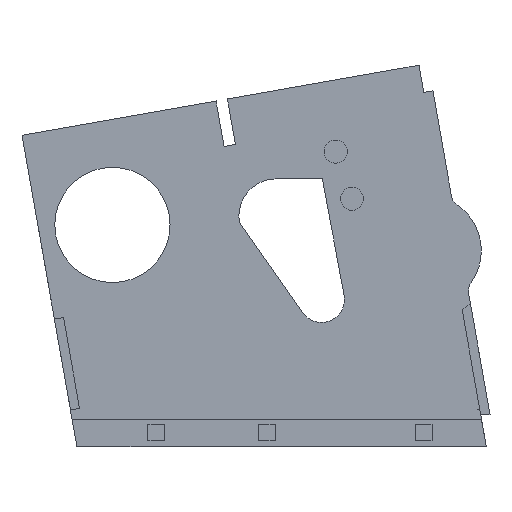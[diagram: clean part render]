
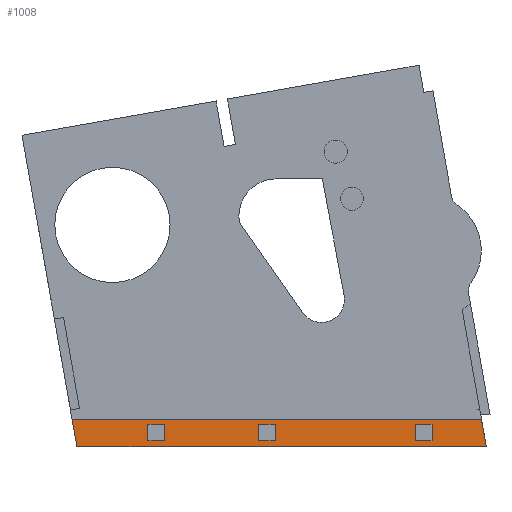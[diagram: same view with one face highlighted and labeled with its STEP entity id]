
A CAD part, left-side view. The second image highlights one B-rep face of the part: STEP entity #1008.
In plain terms, the highlighted planar face has unit normal (-1, 0, 0).
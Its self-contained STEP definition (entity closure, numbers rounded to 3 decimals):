
#20=FACE_BOUND('',#148,.T.);
#21=FACE_BOUND('',#149,.T.);
#22=FACE_BOUND('',#150,.T.);
#38=PLANE('',#1079);
#87=FACE_OUTER_BOUND('',#147,.T.);
#147=EDGE_LOOP('',(#782,#783,#784,#785));
#148=EDGE_LOOP('',(#786,#787,#788,#789));
#149=EDGE_LOOP('',(#790,#791,#792,#793));
#150=EDGE_LOOP('',(#794,#795,#796,#797));
#237=LINE('',#1524,#360);
#238=LINE('',#1526,#361);
#239=LINE('',#1528,#362);
#240=LINE('',#1529,#363);
#241=LINE('',#1532,#364);
#242=LINE('',#1534,#365);
#243=LINE('',#1536,#366);
#244=LINE('',#1537,#367);
#245=LINE('',#1540,#368);
#246=LINE('',#1542,#369);
#247=LINE('',#1544,#370);
#248=LINE('',#1545,#371);
#249=LINE('',#1548,#372);
#250=LINE('',#1550,#373);
#251=LINE('',#1552,#374);
#252=LINE('',#1553,#375);
#360=VECTOR('',#1233,10.);
#361=VECTOR('',#1234,10.);
#362=VECTOR('',#1235,10.);
#363=VECTOR('',#1236,10.);
#364=VECTOR('',#1237,10.);
#365=VECTOR('',#1238,10.);
#366=VECTOR('',#1239,10.);
#367=VECTOR('',#1240,10.);
#368=VECTOR('',#1241,10.);
#369=VECTOR('',#1242,10.);
#370=VECTOR('',#1243,10.);
#371=VECTOR('',#1244,10.);
#372=VECTOR('',#1245,10.);
#373=VECTOR('',#1246,10.);
#374=VECTOR('',#1247,10.);
#375=VECTOR('',#1248,10.);
#504=VERTEX_POINT('',#1522);
#505=VERTEX_POINT('',#1523);
#506=VERTEX_POINT('',#1525);
#507=VERTEX_POINT('',#1527);
#508=VERTEX_POINT('',#1530);
#509=VERTEX_POINT('',#1531);
#510=VERTEX_POINT('',#1533);
#511=VERTEX_POINT('',#1535);
#512=VERTEX_POINT('',#1538);
#513=VERTEX_POINT('',#1539);
#514=VERTEX_POINT('',#1541);
#515=VERTEX_POINT('',#1543);
#516=VERTEX_POINT('',#1546);
#517=VERTEX_POINT('',#1547);
#518=VERTEX_POINT('',#1549);
#519=VERTEX_POINT('',#1551);
#612=EDGE_CURVE('',#504,#505,#237,.T.);
#613=EDGE_CURVE('',#505,#506,#238,.T.);
#614=EDGE_CURVE('',#506,#507,#239,.T.);
#615=EDGE_CURVE('',#507,#504,#240,.T.);
#616=EDGE_CURVE('',#508,#509,#241,.T.);
#617=EDGE_CURVE('',#510,#508,#242,.T.);
#618=EDGE_CURVE('',#511,#510,#243,.T.);
#619=EDGE_CURVE('',#509,#511,#244,.T.);
#620=EDGE_CURVE('',#512,#513,#245,.T.);
#621=EDGE_CURVE('',#514,#512,#246,.T.);
#622=EDGE_CURVE('',#515,#514,#247,.T.);
#623=EDGE_CURVE('',#513,#515,#248,.T.);
#624=EDGE_CURVE('',#516,#517,#249,.T.);
#625=EDGE_CURVE('',#518,#516,#250,.T.);
#626=EDGE_CURVE('',#519,#518,#251,.T.);
#627=EDGE_CURVE('',#517,#519,#252,.T.);
#782=ORIENTED_EDGE('',*,*,#612,.T.);
#783=ORIENTED_EDGE('',*,*,#613,.T.);
#784=ORIENTED_EDGE('',*,*,#614,.T.);
#785=ORIENTED_EDGE('',*,*,#615,.T.);
#786=ORIENTED_EDGE('',*,*,#616,.F.);
#787=ORIENTED_EDGE('',*,*,#617,.F.);
#788=ORIENTED_EDGE('',*,*,#618,.F.);
#789=ORIENTED_EDGE('',*,*,#619,.F.);
#790=ORIENTED_EDGE('',*,*,#620,.F.);
#791=ORIENTED_EDGE('',*,*,#621,.F.);
#792=ORIENTED_EDGE('',*,*,#622,.F.);
#793=ORIENTED_EDGE('',*,*,#623,.F.);
#794=ORIENTED_EDGE('',*,*,#624,.F.);
#795=ORIENTED_EDGE('',*,*,#625,.F.);
#796=ORIENTED_EDGE('',*,*,#626,.F.);
#797=ORIENTED_EDGE('',*,*,#627,.F.);
#1008=ADVANCED_FACE('',(#87,#20,#21,#22),#38,.T.);
#1079=AXIS2_PLACEMENT_3D('',#1521,#1231,#1232);
#1231=DIRECTION('center_axis',(-1.,0.,0.));
#1232=DIRECTION('ref_axis',(0.,0.,1.));
#1233=DIRECTION('',(0.,-0.174,-0.985));
#1234=DIRECTION('',(0.,-1.,0.));
#1235=DIRECTION('',(0.,0.174,0.985));
#1236=DIRECTION('',(0.,1.,0.));
#1237=DIRECTION('',(0.,0.,1.));
#1238=DIRECTION('',(0.,-1.,0.));
#1239=DIRECTION('',(0.,0.,-1.));
#1240=DIRECTION('',(0.,1.,0.));
#1241=DIRECTION('',(0.,1.,0.));
#1242=DIRECTION('',(0.,0.,1.));
#1243=DIRECTION('',(0.,-1.,0.));
#1244=DIRECTION('',(0.,0.,-1.));
#1245=DIRECTION('',(0.,0.,1.));
#1246=DIRECTION('',(0.,-1.,0.));
#1247=DIRECTION('',(0.,0.,-1.));
#1248=DIRECTION('',(0.,1.,0.));
#1521=CARTESIAN_POINT('Origin',(-165.5,72.849,-4.512));
#1522=CARTESIAN_POINT('',(-165.5,116.245,-37.106));
#1523=CARTESIAN_POINT('',(-165.5,115.187,-43.106));
#1524=CARTESIAN_POINT('',(-165.5,117.849,-28.011));
#1525=CARTESIAN_POINT('',(-165.5,26.424,-43.106));
#1526=CARTESIAN_POINT('',(-165.5,49.636,-43.106));
#1527=CARTESIAN_POINT('',(-165.5,27.482,-37.106));
#1528=CARTESIAN_POINT('',(-165.5,30.953,-17.421));
#1529=CARTESIAN_POINT('',(-165.5,94.547,-37.106));
#1530=CARTESIAN_POINT('',(-165.5,38.2,-41.8));
#1531=CARTESIAN_POINT('',(-165.5,38.2,-38.2));
#1532=CARTESIAN_POINT('',(-165.5,38.2,-23.156));
#1533=CARTESIAN_POINT('',(-165.5,41.8,-41.8));
#1534=CARTESIAN_POINT('',(-165.5,57.324,-41.8));
#1535=CARTESIAN_POINT('',(-165.5,41.8,-38.2));
#1536=CARTESIAN_POINT('',(-165.5,41.8,-21.356));
#1537=CARTESIAN_POINT('',(-165.5,55.524,-38.2));
#1538=CARTESIAN_POINT('',(-165.5,96.2,-38.2));
#1539=CARTESIAN_POINT('',(-165.5,99.8,-38.2));
#1540=CARTESIAN_POINT('',(-165.5,84.524,-38.2));
#1541=CARTESIAN_POINT('',(-165.5,96.2,-41.8));
#1542=CARTESIAN_POINT('',(-165.5,96.2,-23.156));
#1543=CARTESIAN_POINT('',(-165.5,99.8,-41.8));
#1544=CARTESIAN_POINT('',(-165.5,86.324,-41.8));
#1545=CARTESIAN_POINT('',(-165.5,99.8,-21.356));
#1546=CARTESIAN_POINT('',(-165.5,72.2,-41.8));
#1547=CARTESIAN_POINT('',(-165.5,72.2,-38.2));
#1548=CARTESIAN_POINT('',(-165.5,72.2,-23.156));
#1549=CARTESIAN_POINT('',(-165.5,75.8,-41.8));
#1550=CARTESIAN_POINT('',(-165.5,74.324,-41.8));
#1551=CARTESIAN_POINT('',(-165.5,75.8,-38.2));
#1552=CARTESIAN_POINT('',(-165.5,75.8,-21.356));
#1553=CARTESIAN_POINT('',(-165.5,72.524,-38.2));
